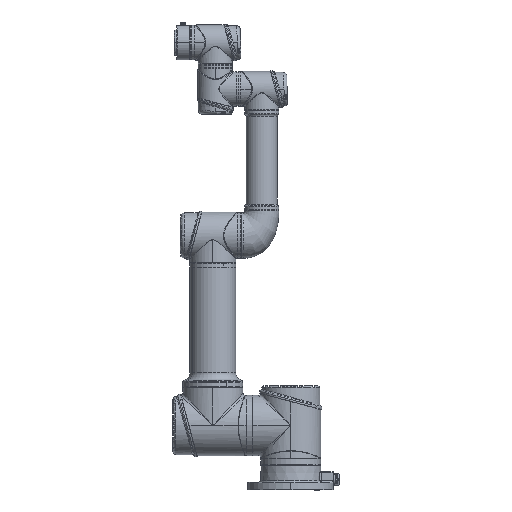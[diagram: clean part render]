
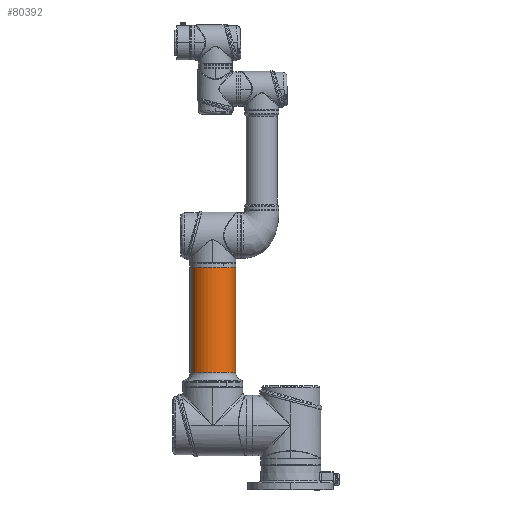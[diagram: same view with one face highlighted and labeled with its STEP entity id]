
A CAD part, front view. The second image highlights one B-rep face of the part: STEP entity #80392.
In plain terms, the highlighted cylindrical face has radius 58 mm (diameter 116 mm), a partial arc.
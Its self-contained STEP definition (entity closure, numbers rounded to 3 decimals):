
#2784 = CARTESIAN_POINT ( 'NONE',  ( -58., 0., 331. ) ) ;
#6529 = DIRECTION ( 'NONE',  ( 1., 0., 0. ) ) ;
#9957 = CYLINDRICAL_SURFACE ( 'NONE', #183324, 58. ) ;
#10356 = ORIENTED_EDGE ( 'NONE', *, *, #52286, .T. ) ;
#13312 = CARTESIAN_POINT ( 'NONE',  ( 58., 0., 331. ) ) ;
#18404 = DIRECTION ( 'NONE',  ( 0., 0., -1. ) ) ;
#25040 = CARTESIAN_POINT ( 'NONE',  ( 58., 0., 18. ) ) ;
#25461 = ORIENTED_EDGE ( 'NONE', *, *, #49965, .F. ) ;
#32849 = DIRECTION ( 'NONE',  ( -1., 0., 0. ) ) ;
#35928 = CARTESIAN_POINT ( 'NONE',  ( -58., 0., 18. ) ) ;
#38393 = AXIS2_PLACEMENT_3D ( 'NONE', #64243, #165203, #137389 ) ;
#43510 = VERTEX_POINT ( 'NONE', #121831 ) ;
#49965 = EDGE_CURVE ( 'NONE', #134509, #144203, #61630, .T. ) ;
#52015 = CIRCLE ( 'NONE', #38393, 58. ) ;
#52286 = EDGE_CURVE ( 'NONE', #43510, #157020, #52015, .T. ) ;
#57350 = DIRECTION ( 'NONE',  ( 0., 0., -1. ) ) ;
#59390 = CIRCLE ( 'NONE', #66379, 58. ) ;
#61630 = CIRCLE ( 'NONE', #92430, 58. ) ;
#63006 = CARTESIAN_POINT ( 'NONE',  ( 0., 0., 18. ) ) ;
#64243 = CARTESIAN_POINT ( 'NONE',  ( 0., 0., 18. ) ) ;
#64923 = VECTOR ( 'NONE', #174890, 1000. ) ;
#65989 = EDGE_CURVE ( 'NONE', #134509, #98413, #113106, .T. ) ;
#66379 = AXIS2_PLACEMENT_3D ( 'NONE', #63006, #177781, #105808 ) ;
#69033 = ORIENTED_EDGE ( 'NONE', *, *, #65989, .T. ) ;
#76215 = LINE ( 'NONE', #2784, #64923 ) ;
#80019 = ORIENTED_EDGE ( 'NONE', *, *, #118879, .T. ) ;
#80392 = ADVANCED_FACE ( 'NONE', ( #82034 ), #9957, .T. ) ;
#82034 = FACE_OUTER_BOUND ( 'NONE', #107323, .T. ) ;
#90756 = CARTESIAN_POINT ( 'NONE',  ( 0., 0., 331. ) ) ;
#92430 = AXIS2_PLACEMENT_3D ( 'NONE', #167240, #181078, #6529 ) ;
#98413 = VERTEX_POINT ( 'NONE', #25040 ) ;
#99679 = EDGE_CURVE ( 'NONE', #144203, #157020, #76215, .T. ) ;
#105808 = DIRECTION ( 'NONE',  ( 1., 0., 0. ) ) ;
#107323 = EDGE_LOOP ( 'NONE', ( #25461, #69033, #80019, #10356, #138393 ) ) ;
#110735 = VECTOR ( 'NONE', #57350, 1000. ) ;
#113106 = LINE ( 'NONE', #13312, #110735 ) ;
#118879 = EDGE_CURVE ( 'NONE', #98413, #43510, #59390, .T. ) ;
#121831 = CARTESIAN_POINT ( 'NONE',  ( 0., 58., 18. ) ) ;
#131568 = CARTESIAN_POINT ( 'NONE',  ( 58., 0., 284.762 ) ) ;
#134509 = VERTEX_POINT ( 'NONE', #131568 ) ;
#137389 = DIRECTION ( 'NONE',  ( 1., 0., 0. ) ) ;
#138393 = ORIENTED_EDGE ( 'NONE', *, *, #99679, .F. ) ;
#144203 = VERTEX_POINT ( 'NONE', #182245 ) ;
#157020 = VERTEX_POINT ( 'NONE', #35928 ) ;
#165203 = DIRECTION ( 'NONE',  ( 0., 0., 1. ) ) ;
#167240 = CARTESIAN_POINT ( 'NONE',  ( 0., 0., 284.762 ) ) ;
#174890 = DIRECTION ( 'NONE',  ( 0., 0., -1. ) ) ;
#177781 = DIRECTION ( 'NONE',  ( 0., 0., 1. ) ) ;
#181078 = DIRECTION ( 'NONE',  ( 0., 0., 1. ) ) ;
#182245 = CARTESIAN_POINT ( 'NONE',  ( -58., 0., 284.762 ) ) ;
#183324 = AXIS2_PLACEMENT_3D ( 'NONE', #90756, #18404, #32849 ) ;
